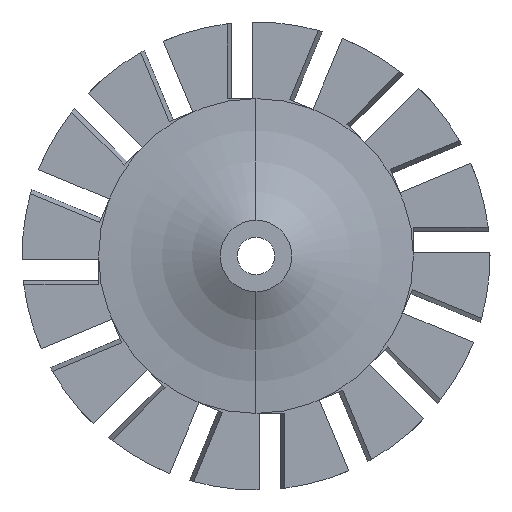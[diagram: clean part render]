
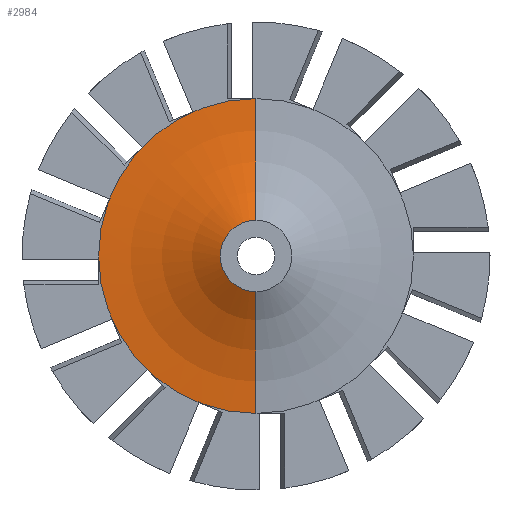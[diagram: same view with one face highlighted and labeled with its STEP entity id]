
A CAD part, front view. The second image highlights one B-rep face of the part: STEP entity #2984.
In plain terms, the highlighted toroidal (fillet/blend) face has major radius 41.961 mm and minor radius 59.99 mm.
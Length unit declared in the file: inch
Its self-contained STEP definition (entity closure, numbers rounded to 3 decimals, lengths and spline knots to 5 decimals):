
#104 = TOROIDAL_SURFACE ( 'NONE', #475, 1.652, 2.36181 ) ;
#386 = DIRECTION ( 'NONE',  ( 0., 0., -1. ) ) ;
#391 = DIRECTION ( 'NONE',  ( 0., 0., 1. ) ) ;
#475 = AXIS2_PLACEMENT_3D ( 'NONE', #1482, #4730, #386 ) ;
#628 = AXIS2_PLACEMENT_3D ( 'NONE', #2870, #1772, #3961 ) ;
#853 = EDGE_CURVE ( 'NONE', #3135, #3728, #4456, .T. ) ;
#1030 = CARTESIAN_POINT ( 'NONE',  ( 0., -2.48681, -1.652 ) ) ;
#1079 = CARTESIAN_POINT ( 'NONE',  ( 0., -2.48681, 1.652 ) ) ;
#1187 = DIRECTION ( 'NONE',  ( 0., 0., -1. ) ) ;
#1265 = ORIENTED_EDGE ( 'NONE', *, *, #853, .T. ) ;
#1482 = CARTESIAN_POINT ( 'NONE',  ( 0., -2.48681, 0. ) ) ;
#1538 = DIRECTION ( 'NONE',  ( 0., -1., 0. ) ) ;
#1716 = DIRECTION ( 'NONE',  ( 1., 0., 0. ) ) ;
#1772 = DIRECTION ( 'NONE',  ( 0., -1., 0. ) ) ;
#1863 = CIRCLE ( 'NONE', #1951, 2.36181 ) ;
#1918 = CARTESIAN_POINT ( 'NONE',  ( 0., -0.125, -1.652 ) ) ;
#1951 = AXIS2_PLACEMENT_3D ( 'NONE', #1030, #3705, #391 ) ;
#2204 = EDGE_CURVE ( 'NONE', #3728, #4689, #2709, .T. ) ;
#2619 = EDGE_CURVE ( 'NONE', #4462, #4689, #1863, .T. ) ;
#2662 = CARTESIAN_POINT ( 'NONE',  ( 0., -0.5, 0.375 ) ) ;
#2709 = CIRCLE ( 'NONE', #2924, 1.652 ) ;
#2791 = CARTESIAN_POINT ( 'NONE',  ( 0., -0.5, -0.375 ) ) ;
#2870 = CARTESIAN_POINT ( 'NONE',  ( 0., -0.5, 0. ) ) ;
#2878 = FACE_OUTER_BOUND ( 'NONE', #3365, .T. ) ;
#2924 = AXIS2_PLACEMENT_3D ( 'NONE', #3432, #1538, #1187 ) ;
#2984 = ADVANCED_FACE ( 'NONE', ( #2878 ), #104, .F. ) ;
#3135 = VERTEX_POINT ( 'NONE', #2662 ) ;
#3185 = ORIENTED_EDGE ( 'NONE', *, *, #3753, .F. ) ;
#3233 = CIRCLE ( 'NONE', #628, 0.375 ) ;
#3365 = EDGE_LOOP ( 'NONE', ( #3185, #1265, #3838, #3515 ) ) ;
#3432 = CARTESIAN_POINT ( 'NONE',  ( 0., -0.125, 0. ) ) ;
#3515 = ORIENTED_EDGE ( 'NONE', *, *, #2619, .F. ) ;
#3705 = DIRECTION ( 'NONE',  ( -1., 0., 0. ) ) ;
#3728 = VERTEX_POINT ( 'NONE', #4357 ) ;
#3753 = EDGE_CURVE ( 'NONE', #3135, #4462, #3233, .T. ) ;
#3838 = ORIENTED_EDGE ( 'NONE', *, *, #2204, .T. ) ;
#3961 = DIRECTION ( 'NONE',  ( 0., 0., -1. ) ) ;
#4319 = DIRECTION ( 'NONE',  ( 0., 0., -1. ) ) ;
#4357 = CARTESIAN_POINT ( 'NONE',  ( 0., -0.125, 1.652 ) ) ;
#4456 = CIRCLE ( 'NONE', #4541, 2.36181 ) ;
#4462 = VERTEX_POINT ( 'NONE', #2791 ) ;
#4541 = AXIS2_PLACEMENT_3D ( 'NONE', #1079, #1716, #4319 ) ;
#4689 = VERTEX_POINT ( 'NONE', #1918 ) ;
#4730 = DIRECTION ( 'NONE',  ( 0., -1., 0. ) ) ;
